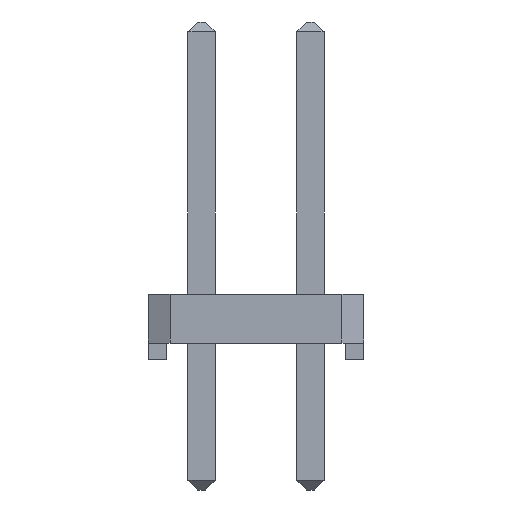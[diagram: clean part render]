
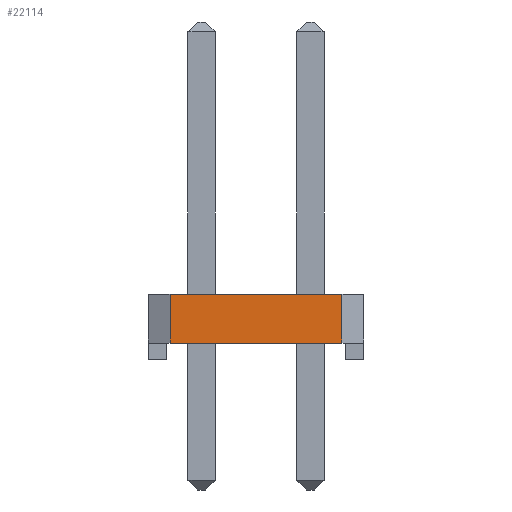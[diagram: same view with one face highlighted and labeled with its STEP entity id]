
A CAD part, left-side view. The second image highlights one B-rep face of the part: STEP entity #22114.
In plain terms, the highlighted planar face has unit normal (-1, 0, 0).
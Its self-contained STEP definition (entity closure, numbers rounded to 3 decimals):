
#484=FACE_OUTER_BOUND('',#1870,.T.);
#1870=EDGE_LOOP('',(#15401,#15402,#15403,#15404));
#3557=LINE('',#31775,#6665);
#3569=LINE('',#31798,#6677);
#3579=LINE('',#31819,#6687);
#3581=LINE('',#31822,#6689);
#6665=VECTOR('',#25789,1.);
#6677=VECTOR('',#25811,1.);
#6687=VECTOR('',#25831,1.);
#6689=VECTOR('',#25835,1.);
#9565=VERTEX_POINT('',#31772);
#9566=VERTEX_POINT('',#31774);
#9572=VERTEX_POINT('',#31796);
#9578=VERTEX_POINT('',#31818);
#11705=EDGE_CURVE('',#9566,#9565,#3557,.T.);
#11717=EDGE_CURVE('',#9572,#9565,#3569,.T.);
#11727=EDGE_CURVE('',#9578,#9566,#3579,.T.);
#11729=EDGE_CURVE('',#9578,#9572,#3581,.T.);
#15401=ORIENTED_EDGE('',*,*,#11705,.T.);
#15402=ORIENTED_EDGE('',*,*,#11717,.F.);
#15403=ORIENTED_EDGE('',*,*,#11729,.F.);
#15404=ORIENTED_EDGE('',*,*,#11727,.T.);
#20728=PLANE('',#23606);
#22114=ADVANCED_FACE('',(#484),#20728,.T.);
#23606=AXIS2_PLACEMENT_3D('',#31821,#25833,#25834);
#25789=DIRECTION('',(0.,-1.,0.));
#25811=DIRECTION('',(0.,0.,-1.));
#25831=DIRECTION('',(0.,0.,-1.));
#25833=DIRECTION('center_axis',(-1.,0.,0.));
#25834=DIRECTION('ref_axis',(0.,0.,1.));
#25835=DIRECTION('',(0.,-1.,0.));
#31772=CARTESIAN_POINT('',(-26.67,-2.007,0.381));
#31774=CARTESIAN_POINT('',(-26.67,2.007,0.381));
#31775=CARTESIAN_POINT('',(-26.67,2.007,0.381));
#31796=CARTESIAN_POINT('',(-26.67,-2.007,1.524));
#31798=CARTESIAN_POINT('',(-26.67,-2.007,1.524));
#31818=CARTESIAN_POINT('',(-26.67,2.007,1.524));
#31819=CARTESIAN_POINT('',(-26.67,2.007,1.524));
#31821=CARTESIAN_POINT('Origin',(-26.67,2.007,1.524));
#31822=CARTESIAN_POINT('',(-26.67,2.007,1.524));
